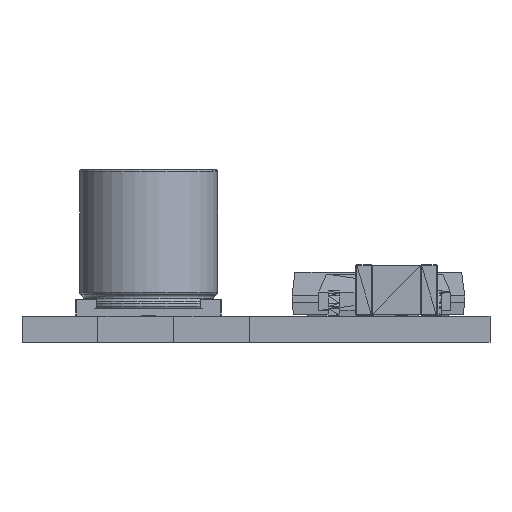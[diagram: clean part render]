
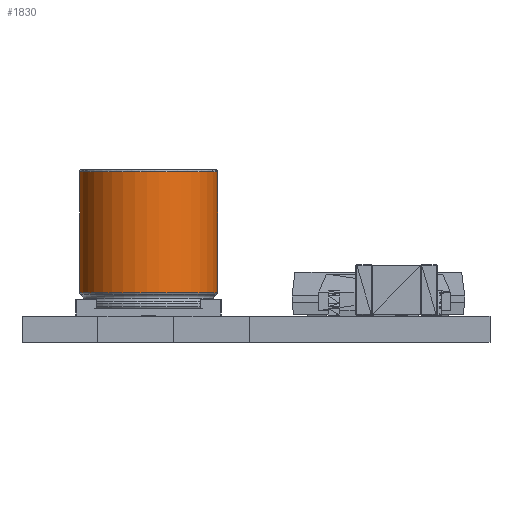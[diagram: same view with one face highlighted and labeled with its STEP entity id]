
A CAD part, front view. The second image highlights one B-rep face of the part: STEP entity #1830.
In plain terms, the highlighted cylindrical face has radius 2.6 mm (diameter 5.2 mm), a partial arc.
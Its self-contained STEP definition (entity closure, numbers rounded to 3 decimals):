
#1802 = VERTEX_POINT('',#1803);
#1803 = CARTESIAN_POINT('',(-2.602,0.885,
    -0.072));
#1810 = EDGE_CURVE('',#1811,#1802,#1813,.T.);
#1811 = VERTEX_POINT('',#1812);
#1812 = CARTESIAN_POINT('',(2.595,0.885,
    0.084));
#1813 = CIRCLE('',#1814,2.6);
#1814 = AXIS2_PLACEMENT_3D('',#1815,#1816,#1817);
#1815 = CARTESIAN_POINT('',(-0.003,0.885,
    0.006));
#1816 = DIRECTION('',(0.,1.,0.));
#1817 = DIRECTION('',(1.,0.,
    0.03));
#1830 = ADVANCED_FACE('',(#1831),#1857,.T.);
#1831 = FACE_BOUND('',#1832,.T.);
#1832 = EDGE_LOOP('',(#1833,#1834,#1842,#1851));
#1833 = ORIENTED_EDGE('',*,*,#1810,.T.);
#1834 = ORIENTED_EDGE('',*,*,#1835,.T.);
#1835 = EDGE_CURVE('',#1802,#1836,#1838,.T.);
#1836 = VERTEX_POINT('',#1837);
#1837 = CARTESIAN_POINT('',(-2.602,5.44,-0.072));
#1838 = LINE('',#1839,#1840);
#1839 = CARTESIAN_POINT('',(-2.602,2.6,-0.072));
#1840 = VECTOR('',#1841,1.);
#1841 = DIRECTION('',(0.,1.,0.));
#1842 = ORIENTED_EDGE('',*,*,#1843,.F.);
#1843 = EDGE_CURVE('',#1844,#1836,#1846,.T.);
#1844 = VERTEX_POINT('',#1845);
#1845 = CARTESIAN_POINT('',(2.595,5.44,0.084));
#1846 = CIRCLE('',#1847,2.6);
#1847 = AXIS2_PLACEMENT_3D('',#1848,#1849,#1850);
#1848 = CARTESIAN_POINT('',(-0.003,5.44,
    0.006));
#1849 = DIRECTION('',(0.,1.,0.));
#1850 = DIRECTION('',(1.,0.,
    0.03));
#1851 = ORIENTED_EDGE('',*,*,#1852,.F.);
#1852 = EDGE_CURVE('',#1811,#1844,#1853,.T.);
#1853 = LINE('',#1854,#1855);
#1854 = CARTESIAN_POINT('',(2.595,2.6,0.084));
#1855 = VECTOR('',#1856,1.);
#1856 = DIRECTION('',(0.,1.,0.));
#1857 = CYLINDRICAL_SURFACE('',#1858,2.6);
#1858 = AXIS2_PLACEMENT_3D('',#1859,#1860,#1861);
#1859 = CARTESIAN_POINT('',(-0.003,2.6,0.006
    ));
#1860 = DIRECTION('',(0.,1.,0.));
#1861 = DIRECTION('',(1.,0.,
    0.03));
